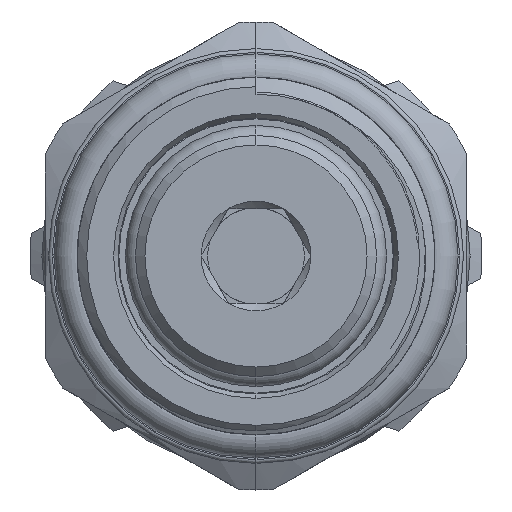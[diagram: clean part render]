
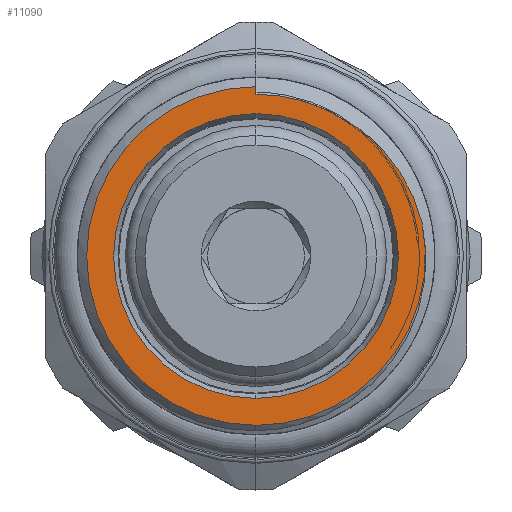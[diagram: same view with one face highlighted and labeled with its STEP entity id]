
A CAD part, left-side view. The second image highlights one B-rep face of the part: STEP entity #11090.
In plain terms, the highlighted planar face has unit normal (-1, 0, 0).
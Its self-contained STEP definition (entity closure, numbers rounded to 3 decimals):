
#1057 = CIRCLE ( 'NONE', #1866, 8.92 ) ;
#1454 = ORIENTED_EDGE ( 'NONE', *, *, #9256, .F. ) ;
#1455 = ORIENTED_EDGE ( 'NONE', *, *, #9484, .T. ) ;
#1458 = ORIENTED_EDGE ( 'NONE', *, *, #9483, .F. ) ;
#1533 = EDGE_CURVE ( 'NONE', #7432, #7379, #1057, .T. ) ;
#1866 = AXIS2_PLACEMENT_3D ( 'NONE', #2780, #2781, #2782 ) ;
#1969 = AXIS2_PLACEMENT_3D ( 'NONE', #4914, #4915, #4916 ) ;
#2056 = AXIS2_PLACEMENT_3D ( 'NONE', #8215, #8216, #8217 ) ;
#2079 = AXIS2_PLACEMENT_3D ( 'NONE', #8417, #8418, #8419 ) ;
#2352 = ORIENTED_EDGE ( 'NONE', *, *, #9412, .T. ) ;
#2356 = ORIENTED_EDGE ( 'NONE', *, *, #1533, .T. ) ;
#2360 = ORIENTED_EDGE ( 'NONE', *, *, #9445, .T. ) ;
#2361 = ORIENTED_EDGE ( 'NONE', *, *, #9413, .T. ) ;
#2380 = EDGE_LOOP ( 'NONE', ( #1458, #1454 ) ) ;
#2434 = EDGE_LOOP ( 'NONE', ( #2352, #2361, #2360, #2356, #1455 ) ) ;
#2780 = CARTESIAN_POINT ( 'NONE',  ( 0., 0., 0. ) ) ;
#2781 = DIRECTION ( 'NONE',  ( -1., 0., 0. ) ) ;
#2782 = DIRECTION ( 'NONE',  ( 0., 0., -1. ) ) ;
#3659 = B_SPLINE_CURVE_WITH_KNOTS ( 'NONE', 3,
 ( #6812, #6821, #6852, #6853, #6854, #6855, #6856, #6857, #6858, #6859 ),
 .UNSPECIFIED., .F., .F.,
 ( 4, 2, 2, 2, 4 ),
 ( 0., 0.001, 0.003, 0.004, 0.006 ),
 .UNSPECIFIED. ) ;
#4114 = B_SPLINE_CURVE_WITH_KNOTS ( 'NONE', 3,
 ( #8408, #8416, #8420, #8421, #8422, #8423, #8424, #8425, #8426, #8427, #8428, #8429 ),
 .UNSPECIFIED., .F., .F.,
 ( 4, 2, 2, 2, 2, 4 ),
 ( 0.013, 0.015, 0.016, 0.016, 0.018, 0.019 ),
 .UNSPECIFIED. ) ;
#4446 = CARTESIAN_POINT ( 'NONE',  ( 0., 0., 8.522 ) ) ;
#4545 = CARTESIAN_POINT ( 'NONE',  ( 0., -5.414, 6.711 ) ) ;
#4648 = CARTESIAN_POINT ( 'NONE',  ( 0., -8.748, 1.742 ) ) ;
#4690 = CARTESIAN_POINT ( 'NONE',  ( 0., 0., -7.5 ) ) ;
#4692 = CARTESIAN_POINT ( 'NONE',  ( 0., 0., 7.5 ) ) ;
#4701 = CARTESIAN_POINT ( 'NONE',  ( 0., 0., -8.92 ) ) ;
#4712 = CARTESIAN_POINT ( 'NONE',  ( 0., 0., 8.92 ) ) ;
#4914 = CARTESIAN_POINT ( 'NONE',  ( 0., 0., 0. ) ) ;
#4915 = DIRECTION ( 'NONE',  ( -1., 0., 0. ) ) ;
#4916 = DIRECTION ( 'NONE',  ( 0., 0., 1. ) ) ;
#4997 = CIRCLE ( 'NONE', #1969, 7.5 ) ;
#5137 = LINE ( 'NONE', #6860, #5153 ) ;
#5153 = VECTOR ( 'NONE', #6861, 1000. ) ;
#5171 = CIRCLE ( 'NONE', #2056, 8.92 ) ;
#5207 = CIRCLE ( 'NONE', #2079, 7.5 ) ;
#5872 = FACE_OUTER_BOUND ( 'NONE', #2434, .T. ) ;
#5876 = FACE_BOUND ( 'NONE', #2380, .T. ) ;
#6812 = CARTESIAN_POINT ( 'NONE',  ( 0., -5.414, 6.711 ) ) ;
#6821 = CARTESIAN_POINT ( 'NONE',  ( 0., -5.021, 6.995 ) ) ;
#6852 = CARTESIAN_POINT ( 'NONE',  ( 0., -4.611, 7.253 ) ) ;
#6853 = CARTESIAN_POINT ( 'NONE',  ( 0., -3.756, 7.703 ) ) ;
#6854 = CARTESIAN_POINT ( 'NONE',  ( 0., -3.309, 7.896 ) ) ;
#6855 = CARTESIAN_POINT ( 'NONE',  ( 0., -2.394, 8.205 ) ) ;
#6856 = CARTESIAN_POINT ( 'NONE',  ( 0., -1.922, 8.324 ) ) ;
#6857 = CARTESIAN_POINT ( 'NONE',  ( 0., -0.966, 8.482 ) ) ;
#6858 = CARTESIAN_POINT ( 'NONE',  ( 0., -0.485, 8.522 ) ) ;
#6859 = CARTESIAN_POINT ( 'NONE',  ( 0., 0., 8.522 ) ) ;
#6860 = CARTESIAN_POINT ( 'NONE',  ( 0., 0., 0. ) ) ;
#6861 = DIRECTION ( 'NONE',  ( 0., 0., 1. ) ) ;
#7165 = VERTEX_POINT ( 'NONE', #4446 ) ;
#7271 = VERTEX_POINT ( 'NONE', #4545 ) ;
#7379 = VERTEX_POINT ( 'NONE', #4648 ) ;
#7421 = VERTEX_POINT ( 'NONE', #4690 ) ;
#7423 = VERTEX_POINT ( 'NONE', #4692 ) ;
#7432 = VERTEX_POINT ( 'NONE', #4701 ) ;
#7443 = VERTEX_POINT ( 'NONE', #4712 ) ;
#8215 = CARTESIAN_POINT ( 'NONE',  ( 0., 0., 0. ) ) ;
#8216 = DIRECTION ( 'NONE',  ( -1., 0., 0. ) ) ;
#8217 = DIRECTION ( 'NONE',  ( 0., 0., -1. ) ) ;
#8408 = CARTESIAN_POINT ( 'NONE',  ( 0., -8.748, 1.742 ) ) ;
#8416 = CARTESIAN_POINT ( 'NONE',  ( 0., -8.625, 2.233 ) ) ;
#8417 = CARTESIAN_POINT ( 'NONE',  ( 0., 0., 0. ) ) ;
#8418 = DIRECTION ( 'NONE',  ( -1., 0., 0. ) ) ;
#8419 = DIRECTION ( 'NONE',  ( 0., 0., 1. ) ) ;
#8420 = CARTESIAN_POINT ( 'NONE',  ( 0., -8.46, 2.712 ) ) ;
#8421 = CARTESIAN_POINT ( 'NONE',  ( 0., -8.15, 3.414 ) ) ;
#8422 = CARTESIAN_POINT ( 'NONE',  ( 0., -8.036, 3.644 ) ) ;
#8423 = CARTESIAN_POINT ( 'NONE',  ( 0., -7.792, 4.089 ) ) ;
#8424 = CARTESIAN_POINT ( 'NONE',  ( 0., -7.661, 4.306 ) ) ;
#8425 = CARTESIAN_POINT ( 'NONE',  ( 0., -7.242, 4.938 ) ) ;
#8426 = CARTESIAN_POINT ( 'NONE',  ( 0., -6.926, 5.333 ) ) ;
#8427 = CARTESIAN_POINT ( 'NONE',  ( 0., -6.217, 6.072 ) ) ;
#8428 = CARTESIAN_POINT ( 'NONE',  ( 0., -5.83, 6.41 ) ) ;
#8429 = CARTESIAN_POINT ( 'NONE',  ( 0., -5.414, 6.711 ) ) ;
#9256 = EDGE_CURVE ( 'NONE', #7421, #7423, #4997, .T. ) ;
#9412 = EDGE_CURVE ( 'NONE', #7271, #7165, #3659, .T. ) ;
#9413 = EDGE_CURVE ( 'NONE', #7165, #7443, #5137, .T. ) ;
#9445 = EDGE_CURVE ( 'NONE', #7443, #7432, #5171, .T. ) ;
#9483 = EDGE_CURVE ( 'NONE', #7423, #7421, #5207, .T. ) ;
#9484 = EDGE_CURVE ( 'NONE', #7379, #7271, #4114, .T. ) ;
#11090 = ADVANCED_FACE ( 'NONE', ( #5872, #5876 ), #14942, .F. ) ;
#14939 = CARTESIAN_POINT ( 'NONE',  ( 0., 0., 0. ) ) ;
#14942 = PLANE ( 'NONE',  #15132 ) ;
#14944 = DIRECTION ( 'NONE',  ( 1., 0., 0. ) ) ;
#14945 = DIRECTION ( 'NONE',  ( 0., 0., -1. ) ) ;
#15132 = AXIS2_PLACEMENT_3D ( 'NONE', #14939, #14944, #14945 ) ;
